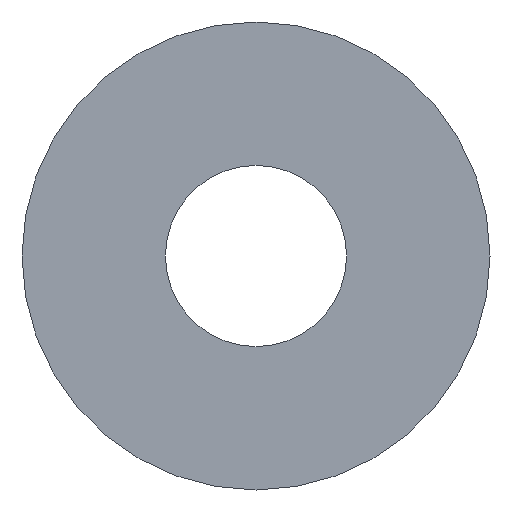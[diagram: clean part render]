
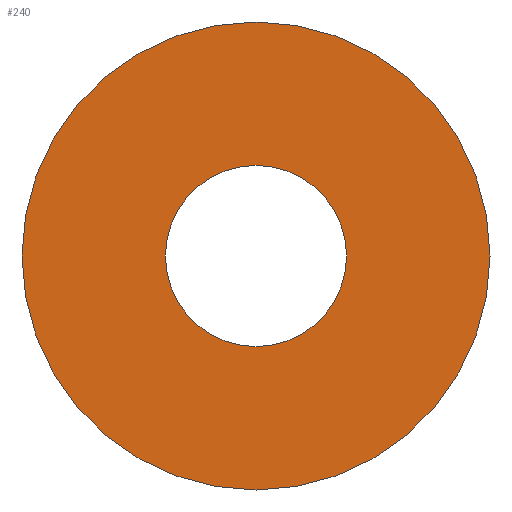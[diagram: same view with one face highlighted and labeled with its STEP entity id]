
A CAD part, front view. The second image highlights one B-rep face of the part: STEP entity #240.
In plain terms, the highlighted planar face has unit normal (0, -1, 0).
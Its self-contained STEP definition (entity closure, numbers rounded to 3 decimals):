
#127=CARTESIAN_POINT('POINT9',(-4.763,0.,0.));
#128=VERTEX_POINT('VERTEX9',#127);
#136=CARTESIAN_POINT('POINT10',(4.763,0.,0.));
#137=VERTEX_POINT('VERTEX10',#136);
#144=CARTESIAN_POINT('POS17',(0.,0.,0.));
#145=DIRECTION('DIR29',(0.,-1.,0.));
#146=DIRECTION('DIR30',(1.,0.,0.));
#147=AXIS2_PLACEMENT_3D('AXIS13',#144,#145,#146);
#148=CIRCLE('ELLIPSE9',#147,4.763);
#149=EDGE_CURVE('EDGE13',#137,#128,#148,.T.);
#162=CARTESIAN_POINT('POS19',(0.,0.,0.));
#163=DIRECTION('DIR33',(0.,-1.,0.));
#164=DIRECTION('DIR34',(-1.,0.,0.));
#165=AXIS2_PLACEMENT_3D('AXIS15',#162,#163,#164);
#166=CIRCLE('ELLIPSE10',#165,4.763);
#167=EDGE_CURVE('EDGE14',#128,#137,#166,.T.);
#177=CARTESIAN_POINT('POINT11',(-12.306,0.,0.));
#178=VERTEX_POINT('VERTEX11',#177);
#186=CARTESIAN_POINT('POINT12',(12.306,0.,0.));
#187=VERTEX_POINT('VERTEX12',#186);
#194=CARTESIAN_POINT('POS23',(0.,0.,0.));
#195=DIRECTION('DIR39',(0.,1.,0.));
#196=DIRECTION('DIR40',(1.,0.,0.));
#197=AXIS2_PLACEMENT_3D('AXIS17',#194,#195,#196);
#198=CIRCLE('ELLIPSE11',#197,12.306);
#199=EDGE_CURVE('EDGE17',#187,#178,#198,.T.);
#212=CARTESIAN_POINT('POS25',(0.,0.,0.));
#213=DIRECTION('DIR43',(0.,1.,0.));
#214=DIRECTION('DIR44',(-1.,0.,0.));
#215=AXIS2_PLACEMENT_3D('AXIS19',#212,#213,#214);
#216=CIRCLE('ELLIPSE12',#215,12.306);
#217=EDGE_CURVE('EDGE18',#178,#187,#216,.T.);
#227=ORIENTED_EDGE('COEDGE33',*,*,#217,.F.);
#228=ORIENTED_EDGE('COEDGE34',*,*,#199,.F.);
#229=EDGE_LOOP('NONE',(#227,#228));
#230=FACE_BOUND('LOOP1',#229,.T.);
#231=ORIENTED_EDGE('COEDGE35',*,*,#167,.F.);
#232=ORIENTED_EDGE('COEDGE36',*,*,#149,.F.);
#233=EDGE_LOOP('NONE',(#231,#232));
#234=FACE_BOUND('LOOP1',#233,.T.);
#235=CARTESIAN_POINT('POS27',(0.,0.,0.));
#236=DIRECTION('DIR47',(0.,1.,0.));
#237=DIRECTION('DIR48',(1.,0.,0.));
#238=AXIS2_PLACEMENT_3D('AXIS21',#235,#236,#237);
#239=PLANE('PLANE3',#238);
#240=ADVANCED_FACE('FACE9',(#230,#234),#239,.F.);
